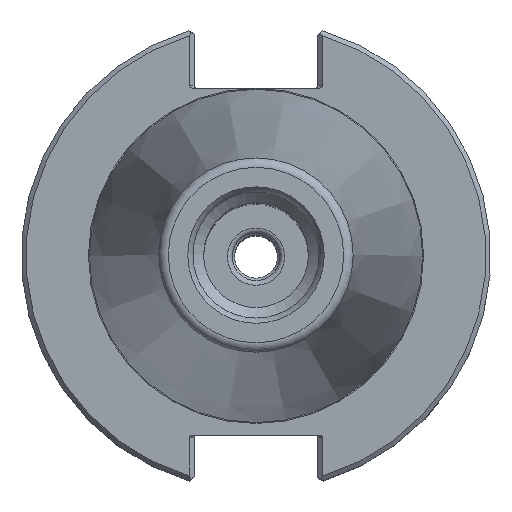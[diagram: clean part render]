
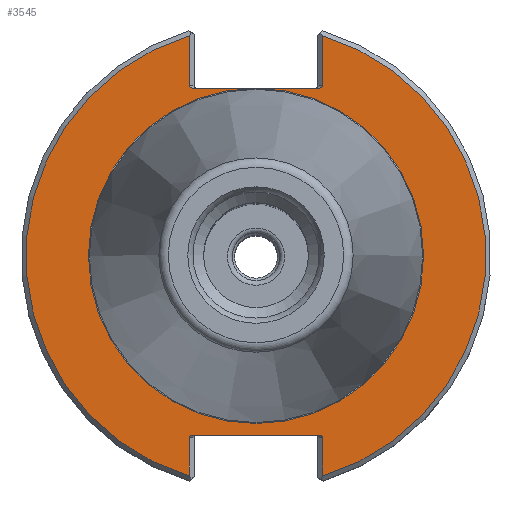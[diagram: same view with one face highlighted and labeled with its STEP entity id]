
A CAD part, top view. The second image highlights one B-rep face of the part: STEP entity #3545.
In plain terms, the highlighted planar face has unit normal (0, 0, 1).
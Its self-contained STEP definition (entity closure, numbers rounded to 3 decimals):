
#26=ELLIPSE('',#3759,0.707,0.5);
#27=ELLIPSE('',#3761,0.707,0.5);
#35=ELLIPSE('',#3789,0.707,0.5);
#36=ELLIPSE('',#3791,0.707,0.5);
#78=LINE('',#5297,#159);
#79=LINE('',#5306,#160);
#84=LINE('',#5325,#165);
#85=LINE('',#5334,#166);
#95=LINE('',#5368,#176);
#106=LINE('',#5415,#187);
#159=VECTOR('',#4232,1000.);
#160=VECTOR('',#4239,1000.);
#165=VECTOR('',#4254,1000.);
#166=VECTOR('',#4261,1000.);
#176=VECTOR('',#4287,1000.);
#187=VECTOR('',#4332,1000.);
#793=ORIENTED_EDGE('',*,*,#1174,.T.);
#794=ORIENTED_EDGE('',*,*,#1172,.T.);
#795=ORIENTED_EDGE('',*,*,#1168,.T.);
#796=ORIENTED_EDGE('',*,*,#1189,.F.);
#797=ORIENTED_EDGE('',*,*,#1166,.T.);
#798=ORIENTED_EDGE('',*,*,#1164,.T.);
#799=ORIENTED_EDGE('',*,*,#1162,.T.);
#800=ORIENTED_EDGE('',*,*,#1161,.T.);
#801=ORIENTED_EDGE('',*,*,#1208,.T.);
#802=ORIENTED_EDGE('',*,*,#1210,.F.);
#803=ORIENTED_EDGE('',*,*,#1211,.T.);
#804=ORIENTED_EDGE('',*,*,#1175,.T.);
#805=ORIENTED_EDGE('',*,*,#1158,.F.);
#1158=EDGE_CURVE('',#1421,#1421,#1581,.T.);
#1161=EDGE_CURVE('',#1422,#1423,#78,.T.);
#1162=EDGE_CURVE('',#1424,#1422,#1582,.T.);
#1164=EDGE_CURVE('',#1425,#1424,#79,.T.);
#1166=EDGE_CURVE('',#1426,#1425,#26,.F.);
#1168=EDGE_CURVE('',#1427,#1428,#27,.F.);
#1172=EDGE_CURVE('',#1429,#1427,#84,.T.);
#1174=EDGE_CURVE('',#1430,#1429,#1583,.T.);
#1175=EDGE_CURVE('',#1431,#1430,#85,.T.);
#1189=EDGE_CURVE('',#1426,#1428,#95,.T.);
#1208=EDGE_CURVE('',#1423,#1449,#35,.F.);
#1210=EDGE_CURVE('',#1450,#1449,#106,.T.);
#1211=EDGE_CURVE('',#1450,#1431,#36,.F.);
#1421=VERTEX_POINT('',#5288);
#1422=VERTEX_POINT('',#5294);
#1423=VERTEX_POINT('',#5296);
#1424=VERTEX_POINT('',#5300);
#1425=VERTEX_POINT('',#5307);
#1426=VERTEX_POINT('',#5311);
#1427=VERTEX_POINT('',#5315);
#1428=VERTEX_POINT('',#5316);
#1429=VERTEX_POINT('',#5324);
#1430=VERTEX_POINT('',#5331);
#1431=VERTEX_POINT('',#5335);
#1449=VERTEX_POINT('',#5412);
#1450=VERTEX_POINT('',#5416);
#1581=CIRCLE('',#3753,35.118);
#1582=CIRCLE('',#3756,48.21);
#1583=CIRCLE('',#3764,48.21);
#1783=EDGE_LOOP('',(#793,#794,#795,#796,#797,#798,#799,#800,#801,#802,#803,
#804));
#1784=EDGE_LOOP('',(#805));
#2057=FACE_BOUND('',#1783,.T.);
#2058=FACE_BOUND('',#1784,.T.);
#2231=PLANE('',#3790);
#3545=ADVANCED_FACE('',(#2057,#2058),#2231,.T.);
#3753=AXIS2_PLACEMENT_3D('',#5287,#4227,#4228);
#3756=AXIS2_PLACEMENT_3D('',#5299,#4235,#4236);
#3759=AXIS2_PLACEMENT_3D('',#5310,#4243,#4244);
#3761=AXIS2_PLACEMENT_3D('',#5314,#4248,#4249);
#3764=AXIS2_PLACEMENT_3D('',#5332,#4257,#4258);
#3789=AXIS2_PLACEMENT_3D('',#5411,#4327,#4328);
#3790=AXIS2_PLACEMENT_3D('',#5414,#4330,#4331);
#3791=AXIS2_PLACEMENT_3D('',#5417,#4333,#4334);
#4227=DIRECTION('',(0.,0.,1.));
#4228=DIRECTION('',(1.,0.,0.));
#4232=DIRECTION('',(0.,-1.,0.));
#4235=DIRECTION('',(0.,0.,1.));
#4236=DIRECTION('',(1.,0.,0.));
#4239=DIRECTION('',(0.,-1.,0.));
#4243=DIRECTION('',(0.,0.,1.));
#4244=DIRECTION('',(1.,0.,0.));
#4248=DIRECTION('',(0.,0.,1.));
#4249=DIRECTION('',(1.,0.,0.));
#4254=DIRECTION('',(0.,1.,0.));
#4257=DIRECTION('',(0.,0.,1.));
#4258=DIRECTION('',(1.,0.,0.));
#4261=DIRECTION('',(0.,1.,0.));
#4287=DIRECTION('',(-1.,0.,0.));
#4327=DIRECTION('',(0.,0.,1.));
#4328=DIRECTION('',(-1.,0.,0.));
#4330=DIRECTION('',(0.,0.,1.));
#4331=DIRECTION('',(1.,0.,0.));
#4332=DIRECTION('',(1.,0.,0.));
#4333=DIRECTION('',(0.,0.,1.));
#4334=DIRECTION('',(-1.,0.,0.));
#5287=CARTESIAN_POINT('',(0.,0.,-3.17));
#5288=CARTESIAN_POINT('',(35.118,0.,-3.17));
#5294=CARTESIAN_POINT('',(13.955,46.146,-3.17));
#5296=CARTESIAN_POINT('',(13.955,35.66,-3.17));
#5297=CARTESIAN_POINT('',(13.955,35.16,-3.17));
#5299=CARTESIAN_POINT('',(0.,0.,-3.17));
#5300=CARTESIAN_POINT('',(13.955,-46.146,-3.17));
#5306=CARTESIAN_POINT('',(13.955,-47.619,-3.17));
#5307=CARTESIAN_POINT('',(13.955,-38.07,-3.17));
#5310=CARTESIAN_POINT('',(13.248,-38.07,-3.17));
#5311=CARTESIAN_POINT('',(13.248,-37.57,-3.17));
#5314=CARTESIAN_POINT('',(-13.248,-38.07,-3.17));
#5315=CARTESIAN_POINT('',(-13.955,-38.07,-3.17));
#5316=CARTESIAN_POINT('',(-13.248,-37.57,-3.17));
#5324=CARTESIAN_POINT('',(-13.955,-46.146,-3.17));
#5325=CARTESIAN_POINT('',(-13.955,-37.57,-3.17));
#5331=CARTESIAN_POINT('',(-13.955,46.146,-3.17));
#5332=CARTESIAN_POINT('',(0.,0.,-3.17));
#5334=CARTESIAN_POINT('',(-13.955,47.619,-3.17));
#5335=CARTESIAN_POINT('',(-13.955,35.66,-3.17));
#5368=CARTESIAN_POINT('',(12.955,-37.57,-3.17));
#5411=CARTESIAN_POINT('',(13.248,35.66,-3.17));
#5412=CARTESIAN_POINT('',(13.248,35.16,-3.17));
#5414=CARTESIAN_POINT('',(35.118,0.,-3.17));
#5415=CARTESIAN_POINT('',(-12.955,35.16,-3.17));
#5416=CARTESIAN_POINT('',(-13.248,35.16,-3.17));
#5417=CARTESIAN_POINT('',(-13.248,35.66,-3.17));
